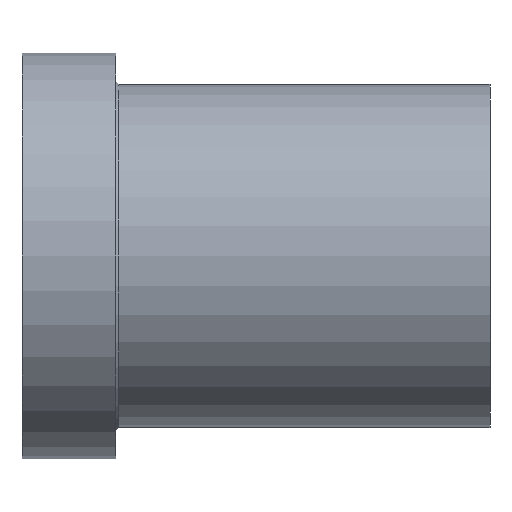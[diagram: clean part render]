
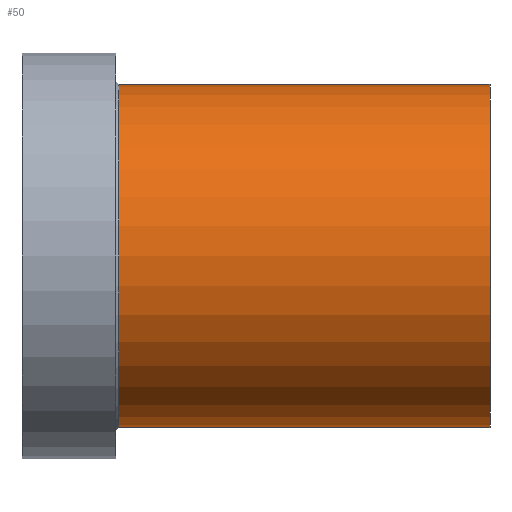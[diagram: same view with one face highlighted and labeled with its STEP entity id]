
A CAD part, front view. The second image highlights one B-rep face of the part: STEP entity #50.
In plain terms, the highlighted cylindrical face has radius 5.5 mm (diameter 11 mm), a full revolution.
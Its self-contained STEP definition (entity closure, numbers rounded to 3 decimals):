
#50 = ADVANCED_FACE( '', ( #103, #104 ), #105, .T. );
#103 = FACE_OUTER_BOUND( '', #150, .T. );
#104 = FACE_OUTER_BOUND( '', #151, .T. );
#105 = CYLINDRICAL_SURFACE( '', #152, 5.5 );
#150 = EDGE_LOOP( '', ( #207 ) );
#151 = EDGE_LOOP( '', ( #208 ) );
#152 = AXIS2_PLACEMENT_3D( '', #209, #210, #211 );
#207 = ORIENTED_EDGE( '', *, *, #234, .T. );
#208 = ORIENTED_EDGE( '', *, *, #223, .T. );
#209 = CARTESIAN_POINT( '', ( -15., 0., 0. ) );
#210 = DIRECTION( '', ( 1., 0., 0. ) );
#211 = DIRECTION( '', ( 0., 0., 1. ) );
#223 = EDGE_CURVE( '', #246, #246, #247, .T. );
#234 = EDGE_CURVE( '', #263, #263, #264, .F. );
#246 = VERTEX_POINT( '', #276 );
#247 = CIRCLE( '', #277, 5.5 );
#263 = VERTEX_POINT( '', #293 );
#264 = CIRCLE( '', #294, 5.5 );
#276 = CARTESIAN_POINT( '', ( 0., 0., 5.5 ) );
#277 = AXIS2_PLACEMENT_3D( '', #307, #308, #309 );
#293 = CARTESIAN_POINT( '', ( -11.9, 0., 5.5 ) );
#294 = AXIS2_PLACEMENT_3D( '', #325, #326, #327 );
#307 = CARTESIAN_POINT( '', ( 0., 0., 0. ) );
#308 = DIRECTION( '', ( -1., 0., 0. ) );
#309 = DIRECTION( '', ( 0., 0., 1. ) );
#325 = CARTESIAN_POINT( '', ( -11.9, 0., 0. ) );
#326 = DIRECTION( '', ( -1., 0., 0. ) );
#327 = DIRECTION( '', ( 0., 0., 1. ) );
